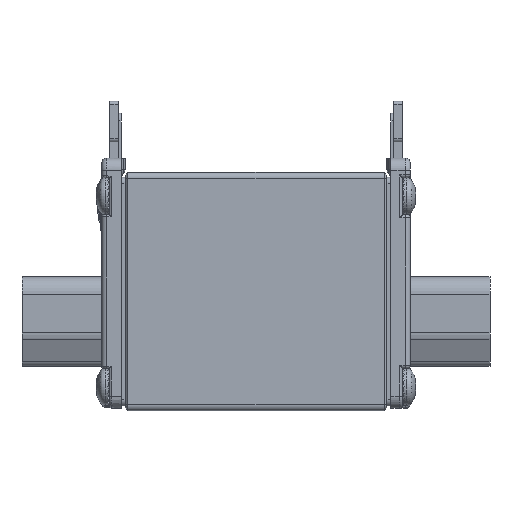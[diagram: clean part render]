
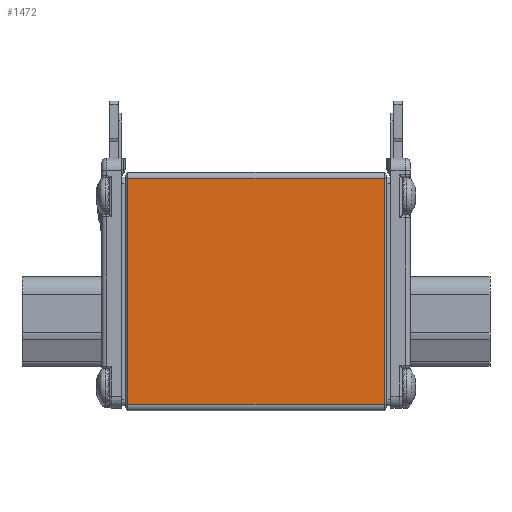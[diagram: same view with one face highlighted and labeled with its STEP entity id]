
A CAD part, left-side view. The second image highlights one B-rep face of the part: STEP entity #1472.
In plain terms, the highlighted face is planar.
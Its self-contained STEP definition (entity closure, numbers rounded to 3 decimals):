
#137=DIRECTION('',(1.,0.,0.));
#138=VECTOR('',#137,43.);
#139=CARTESIAN_POINT('',(-21.5,19.,-10.5));
#140=LINE('',#139,#138);
#353=DIRECTION('',(0.,-1.,0.));
#354=VECTOR('',#353,38.);
#355=CARTESIAN_POINT('',(21.5,19.,-10.5));
#356=LINE('',#355,#354);
#374=DIRECTION('',(-1.,0.,0.));
#375=VECTOR('',#374,43.);
#376=CARTESIAN_POINT('',(21.5,-19.,-10.5));
#377=LINE('',#376,#375);
#420=DIRECTION('',(0.,1.,0.));
#421=VECTOR('',#420,38.);
#422=CARTESIAN_POINT('',(-21.5,-19.,-10.5));
#423=LINE('',#422,#421);
#1149=CARTESIAN_POINT('',(-21.5,19.,-10.5));
#1150=CARTESIAN_POINT('',(21.5,19.,-10.5));
#1151=VERTEX_POINT('',#1149);
#1152=VERTEX_POINT('',#1150);
#1153=CARTESIAN_POINT('',(-21.5,-19.,-10.5));
#1154=VERTEX_POINT('',#1153);
#1155=CARTESIAN_POINT('',(21.5,-19.,-10.5));
#1156=VERTEX_POINT('',#1155);
#1457=CARTESIAN_POINT('',(0.,0.,-10.5));
#1458=DIRECTION('',(0.,0.,1.));
#1459=DIRECTION('',(1.,0.,0.));
#1460=AXIS2_PLACEMENT_3D('',#1457,#1458,#1459);
#1461=PLANE('',#1460);
#1463=ORIENTED_EDGE('',*,*,#1462,.F.);
#1465=ORIENTED_EDGE('',*,*,#1464,.F.);
#1467=ORIENTED_EDGE('',*,*,#1466,.F.);
#1469=ORIENTED_EDGE('',*,*,#1468,.F.);
#1470=EDGE_LOOP('',(#1463,#1465,#1467,#1469));
#1471=FACE_OUTER_BOUND('',#1470,.F.);
#1462=EDGE_CURVE('',#1151,#1152,#140,.T.);
#1464=EDGE_CURVE('',#1154,#1151,#423,.T.);
#1466=EDGE_CURVE('',#1156,#1154,#377,.T.);
#1468=EDGE_CURVE('',#1152,#1156,#356,.T.);
#1472=ADVANCED_FACE('',(#1471),#1461,.F.);
